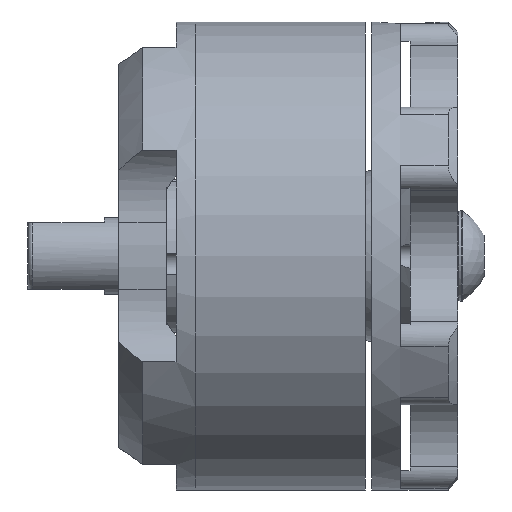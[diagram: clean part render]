
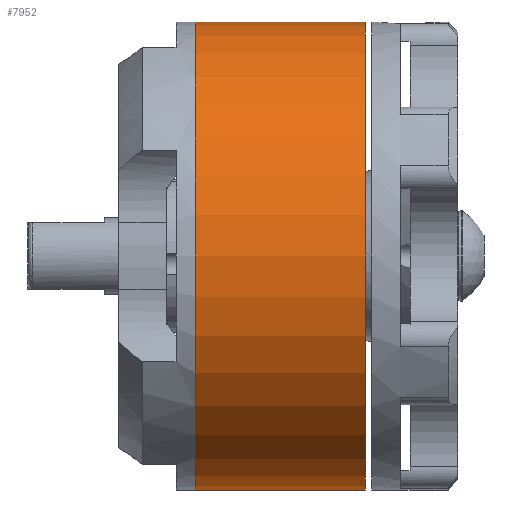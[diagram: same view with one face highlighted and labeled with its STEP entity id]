
A CAD part, front view. The second image highlights one B-rep face of the part: STEP entity #7952.
In plain terms, the highlighted cylindrical face has radius 24.5 mm (diameter 49 mm), a full revolution.
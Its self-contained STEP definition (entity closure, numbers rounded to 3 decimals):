
#815=FACE_OUTER_BOUND('',#1315,.T.);
#1315=EDGE_LOOP('',(#6350,#6351,#6352,#6353));
#1811=LINE('',#13822,#2287);
#2287=VECTOR('',#10755,24.5);
#2881=CIRCLE('',#8872,24.5);
#2882=CIRCLE('',#8873,24.5);
#3496=VERTEX_POINT('',#13819);
#3497=VERTEX_POINT('',#13821);
#4507=EDGE_CURVE('',#3496,#3496,#2881,.T.);
#4508=EDGE_CURVE('',#3496,#3497,#1811,.T.);
#4509=EDGE_CURVE('',#3497,#3497,#2882,.T.);
#6350=ORIENTED_EDGE('',*,*,#4507,.F.);
#6351=ORIENTED_EDGE('',*,*,#4508,.T.);
#6352=ORIENTED_EDGE('',*,*,#4509,.T.);
#6353=ORIENTED_EDGE('',*,*,#4508,.F.);
#7612=CYLINDRICAL_SURFACE('',#8871,24.5);
#7952=ADVANCED_FACE('',(#815),#7612,.T.);
#8871=AXIS2_PLACEMENT_3D('',#13818,#10751,#10752);
#8872=AXIS2_PLACEMENT_3D('',#13820,#10753,#10754);
#8873=AXIS2_PLACEMENT_3D('',#13823,#10756,#10757);
#10751=DIRECTION('center_axis',(-1.,0.,0.));
#10752=DIRECTION('ref_axis',(0.,0.,1.));
#10753=DIRECTION('center_axis',(-1.,0.,0.));
#10754=DIRECTION('ref_axis',(0.,0.,1.));
#10755=DIRECTION('',(1.,0.,0.));
#10756=DIRECTION('center_axis',(-1.,0.,0.));
#10757=DIRECTION('ref_axis',(0.,0.,1.));
#13818=CARTESIAN_POINT('Origin',(0.,0.,0.));
#13819=CARTESIAN_POINT('',(0.,0.,-24.5));
#13820=CARTESIAN_POINT('Origin',(0.,0.,0.));
#13821=CARTESIAN_POINT('',(17.8,0.,-24.5));
#13822=CARTESIAN_POINT('',(0.,0.,-24.5));
#13823=CARTESIAN_POINT('Origin',(17.8,0.,0.));
